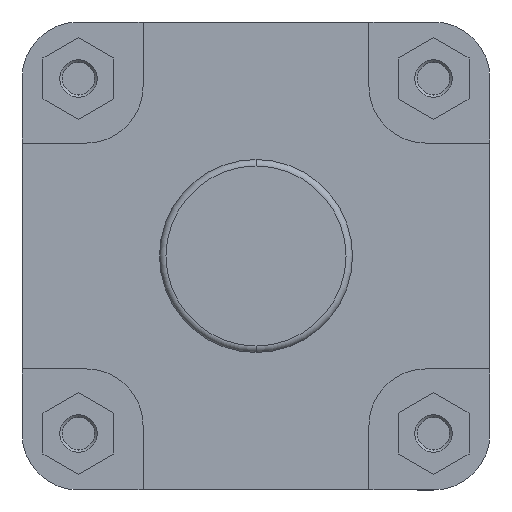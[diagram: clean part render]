
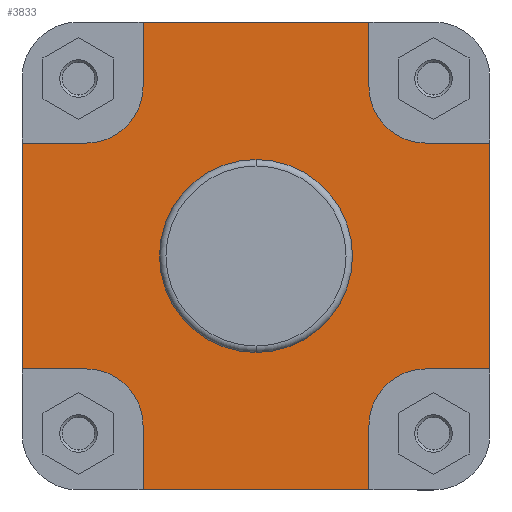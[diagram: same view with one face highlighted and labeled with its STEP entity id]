
A CAD part, left-side view. The second image highlights one B-rep face of the part: STEP entity #3833.
In plain terms, the highlighted planar face has unit normal (-1, 0, 0).
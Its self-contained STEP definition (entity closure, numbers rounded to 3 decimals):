
#1102 = CARTESIAN_POINT ( 'NONE',  ( 46., 52.5, -52.5 ) ) ;
#1112 = CARTESIAN_POINT ( 'NONE',  ( 46., 35., -72.5 ) ) ;
#1113 = DIRECTION ( 'NONE',  ( 0., 0., 1. ) ) ;
#1114 = DIRECTION ( 'NONE',  ( -1., 0., 0. ) ) ;
#1115 = DIRECTION ( 'NONE',  ( 0., 0., -1. ) ) ;
#1116 = CARTESIAN_POINT ( 'NONE',  ( 46., 52.5, -35. ) ) ;
#1117 = DIRECTION ( 'NONE',  ( 0., 1., 0. ) ) ;
#1118 = CARTESIAN_POINT ( 'NONE',  ( 46., 72.5, 0. ) ) ;
#1119 = DIRECTION ( 'NONE',  ( 0., 0., 1. ) ) ;
#1120 = CARTESIAN_POINT ( 'NONE',  ( 46., 72.5, 35. ) ) ;
#1121 = DIRECTION ( 'NONE',  ( 0., -1., 0. ) ) ;
#1126 = CARTESIAN_POINT ( 'NONE',  ( 46., 52.5, 52.5 ) ) ;
#1127 = DIRECTION ( 'NONE',  ( -1., 0., 0. ) ) ;
#1128 = DIRECTION ( 'NONE',  ( 0., 0., -1. ) ) ;
#1129 = CARTESIAN_POINT ( 'NONE',  ( 46., 35., 52.5 ) ) ;
#1130 = DIRECTION ( 'NONE',  ( 0., 0., 1. ) ) ;
#1131 = CARTESIAN_POINT ( 'NONE',  ( 46., -159.641, 72.5 ) ) ;
#1132 = DIRECTION ( 'NONE',  ( 0., -1., 0. ) ) ;
#1135 = CARTESIAN_POINT ( 'NONE',  ( 46., -35., 72.5 ) ) ;
#1136 = DIRECTION ( 'NONE',  ( 0., 0., -1. ) ) ;
#1140 = CARTESIAN_POINT ( 'NONE',  ( 46., -52.5, 52.5 ) ) ;
#1141 = CARTESIAN_POINT ( 'NONE',  ( 46., -35., -52.5 ) ) ;
#1142 = DIRECTION ( 'NONE',  ( -1., 0., 0. ) ) ;
#1143 = DIRECTION ( 'NONE',  ( 0., 0., -1. ) ) ;
#1144 = CARTESIAN_POINT ( 'NONE',  ( 46., -52.5, 35. ) ) ;
#1145 = DIRECTION ( 'NONE',  ( 0., -1., 0. ) ) ;
#1149 = CARTESIAN_POINT ( 'NONE',  ( 46., -72.5, 0. ) ) ;
#1150 = DIRECTION ( 'NONE',  ( 0., 0., 1. ) ) ;
#1151 = CARTESIAN_POINT ( 'NONE',  ( 46., -52.5, -52.5 ) ) ;
#1152 = DIRECTION ( 'NONE',  ( 0., 0., -1. ) ) ;
#1153 = CARTESIAN_POINT ( 'NONE',  ( 46., -159.641, -72.5 ) ) ;
#1154 = DIRECTION ( 'NONE',  ( 0., -1., 0. ) ) ;
#1155 = CARTESIAN_POINT ( 'NONE',  ( 46., -72.5, -35. ) ) ;
#1156 = DIRECTION ( 'NONE',  ( 0., 1., 0. ) ) ;
#1157 = DIRECTION ( 'NONE',  ( -1., 0., 0. ) ) ;
#1158 = DIRECTION ( 'NONE',  ( 0., 0., -1. ) ) ;
#1726 = LINE ( 'NONE', #1116, #1728 ) ;
#1728 = VECTOR ( 'NONE', #1117, 1000. ) ;
#1730 = LINE ( 'NONE', #1112, #1731 ) ;
#1731 = VECTOR ( 'NONE', #1113, 1000. ) ;
#1732 = VECTOR ( 'NONE', #1130, 1000. ) ;
#1734 = CIRCLE ( 'NONE', #4939, 17.5 ) ;
#1735 = LINE ( 'NONE', #1118, #1736 ) ;
#1736 = VECTOR ( 'NONE', #1119, 1000. ) ;
#1737 = LINE ( 'NONE', #1120, #1738 ) ;
#1738 = VECTOR ( 'NONE', #1121, 1000. ) ;
#1739 = LINE ( 'NONE', #1129, #1732 ) ;
#1741 = LINE ( 'NONE', #1144, #1742 ) ;
#1742 = VECTOR ( 'NONE', #1145, 1000. ) ;
#1743 = CIRCLE ( 'NONE', #4936, 17.5 ) ;
#1744 = LINE ( 'NONE', #1131, #1745 ) ;
#1745 = VECTOR ( 'NONE', #1132, 1000. ) ;
#1748 = LINE ( 'NONE', #1135, #1749 ) ;
#1749 = VECTOR ( 'NONE', #1136, 1000. ) ;
#1753 = LINE ( 'NONE', #1149, #1754 ) ;
#1754 = VECTOR ( 'NONE', #1150, 1000. ) ;
#1755 = CIRCLE ( 'NONE', #4942, 17.5 ) ;
#1757 = LINE ( 'NONE', #1141, #1759 ) ;
#1759 = VECTOR ( 'NONE', #1152, 1000. ) ;
#1761 = LINE ( 'NONE', #1153, #1762 ) ;
#1762 = VECTOR ( 'NONE', #1154, 1000. ) ;
#1763 = LINE ( 'NONE', #1155, #1764 ) ;
#1764 = VECTOR ( 'NONE', #1156, 1000. ) ;
#1767 = CIRCLE ( 'NONE', #4940, 17.5 ) ;
#1899 = CIRCLE ( 'NONE', #4969, 29.9 ) ;
#2050 = CIRCLE ( 'NONE', #4978, 29.9 ) ;
#2377 = CARTESIAN_POINT ( 'NONE',  ( 46., 0., 0. ) ) ;
#2378 = DIRECTION ( 'NONE',  ( -1., 0., 0. ) ) ;
#2379 = DIRECTION ( 'NONE',  ( 0., 0., 1. ) ) ;
#2544 = CARTESIAN_POINT ( 'NONE',  ( 46., 0., 0. ) ) ;
#2553 = DIRECTION ( 'NONE',  ( -1., 0., 0. ) ) ;
#2554 = DIRECTION ( 'NONE',  ( 0., 0., 1. ) ) ;
#2977 = CARTESIAN_POINT ( 'NONE',  ( 46., -35., 52.5 ) ) ;
#3008 = CARTESIAN_POINT ( 'NONE',  ( 46., -52.5, -35. ) ) ;
#3025 = CARTESIAN_POINT ( 'NONE',  ( 46., -35., -52.5 ) ) ;
#3026 = CARTESIAN_POINT ( 'NONE',  ( 46., 52.5, -35. ) ) ;
#3030 = CARTESIAN_POINT ( 'NONE',  ( 46., -35., 72.5 ) ) ;
#3047 = CARTESIAN_POINT ( 'NONE',  ( 46., 0., -29.9 ) ) ;
#3064 = CARTESIAN_POINT ( 'NONE',  ( 46., 0., 29.9 ) ) ;
#3087 = CARTESIAN_POINT ( 'NONE',  ( 46., -72.5, -35. ) ) ;
#3108 = CARTESIAN_POINT ( 'NONE',  ( 46., 52.5, 35. ) ) ;
#3120 = CARTESIAN_POINT ( 'NONE',  ( 46., 35., 52.5 ) ) ;
#3140 = CARTESIAN_POINT ( 'NONE',  ( 46., 35., -72.5 ) ) ;
#3154 = CARTESIAN_POINT ( 'NONE',  ( 46., 35., 72.5 ) ) ;
#3155 = CARTESIAN_POINT ( 'NONE',  ( 46., 72.5, 35. ) ) ;
#3175 = CARTESIAN_POINT ( 'NONE',  ( 46., -52.5, 35. ) ) ;
#3176 = CARTESIAN_POINT ( 'NONE',  ( 46., -72.5, 35. ) ) ;
#3207 = CARTESIAN_POINT ( 'NONE',  ( 46., 35., -52.5 ) ) ;
#3216 = CARTESIAN_POINT ( 'NONE',  ( 46., 72.5, -35. ) ) ;
#3250 = CARTESIAN_POINT ( 'NONE',  ( 46., -35., -72.5 ) ) ;
#3594 = ORIENTED_EDGE ( 'NONE', *, *, #4242, .F. ) ;
#3595 = ORIENTED_EDGE ( 'NONE', *, *, #4249, .F. ) ;
#3604 = ORIENTED_EDGE ( 'NONE', *, *, #4244, .F. ) ;
#3606 = ORIENTED_EDGE ( 'NONE', *, *, #4246, .F. ) ;
#3608 = ORIENTED_EDGE ( 'NONE', *, *, #4245, .F. ) ;
#3611 = ORIENTED_EDGE ( 'NONE', *, *, #4243, .F. ) ;
#3615 = ORIENTED_EDGE ( 'NONE', *, *, #4422, .F. ) ;
#3616 = ORIENTED_EDGE ( 'NONE', *, *, #4250, .F. ) ;
#3617 = ORIENTED_EDGE ( 'NONE', *, *, #4261, .F. ) ;
#3618 = ORIENTED_EDGE ( 'NONE', *, *, #4262, .F. ) ;
#3619 = ORIENTED_EDGE ( 'NONE', *, *, #4259, .F. ) ;
#3620 = ORIENTED_EDGE ( 'NONE', *, *, #4341, .F. ) ;
#3621 = ORIENTED_EDGE ( 'NONE', *, *, #4256, .F. ) ;
#3622 = ORIENTED_EDGE ( 'NONE', *, *, #4258, .T. ) ;
#3624 = ORIENTED_EDGE ( 'NONE', *, *, #4255, .F. ) ;
#3626 = ORIENTED_EDGE ( 'NONE', *, *, #4251, .F. ) ;
#3628 = ORIENTED_EDGE ( 'NONE', *, *, #4253, .F. ) ;
#3629 = ORIENTED_EDGE ( 'NONE', *, *, #4260, .T. ) ;
#3833 = ADVANCED_FACE ( 'NONE', ( #5895, #5890 ), #6935, .F. ) ;
#4242 = EDGE_CURVE ( 'NONE', #6738, #6857, #1730, .T. ) ;
#4243 = EDGE_CURVE ( 'NONE', #6857, #6509, #1734, .T. ) ;
#4244 = EDGE_CURVE ( 'NONE', #6509, #6869, #1726, .T. ) ;
#4245 = EDGE_CURVE ( 'NONE', #6869, #6754, #1735, .T. ) ;
#4246 = EDGE_CURVE ( 'NONE', #6754, #6691, #1737, .T. ) ;
#4249 = EDGE_CURVE ( 'NONE', #6691, #6713, #1743, .T. ) ;
#4250 = EDGE_CURVE ( 'NONE', #6713, #6753, #1739, .T. ) ;
#4251 = EDGE_CURVE ( 'NONE', #6753, #6513, #1744, .T. ) ;
#4253 = EDGE_CURVE ( 'NONE', #6513, #6344, #1748, .T. ) ;
#4255 = EDGE_CURVE ( 'NONE', #6344, #6799, #1755, .T. ) ;
#4256 = EDGE_CURVE ( 'NONE', #6799, #6800, #1741, .T. ) ;
#4258 = EDGE_CURVE ( 'NONE', #6650, #6800, #1753, .T. ) ;
#4259 = EDGE_CURVE ( 'NONE', #6508, #6957, #1757, .T. ) ;
#4260 = EDGE_CURVE ( 'NONE', #6738, #6957, #1761, .T. ) ;
#4261 = EDGE_CURVE ( 'NONE', #6650, #6489, #1763, .T. ) ;
#4262 = EDGE_CURVE ( 'NONE', #6489, #6508, #1767, .T. ) ;
#4341 = EDGE_CURVE ( 'NONE', #6582, #6622, #1899, .T. ) ;
#4422 = EDGE_CURVE ( 'NONE', #6622, #6582, #2050, .T. ) ;
#4628 = AXIS2_PLACEMENT_3D ( 'NONE', #6934, #6260, #6302 ) ;
#4936 = AXIS2_PLACEMENT_3D ( 'NONE', #1126, #1127, #1128 ) ;
#4939 = AXIS2_PLACEMENT_3D ( 'NONE', #1102, #1114, #1115 ) ;
#4940 = AXIS2_PLACEMENT_3D ( 'NONE', #1151, #1157, #1158 ) ;
#4942 = AXIS2_PLACEMENT_3D ( 'NONE', #1140, #1142, #1143 ) ;
#4969 = AXIS2_PLACEMENT_3D ( 'NONE', #2377, #2378, #2379 ) ;
#4978 = AXIS2_PLACEMENT_3D ( 'NONE', #2544, #2553, #2554 ) ;
#5890 = FACE_OUTER_BOUND ( 'NONE', #7388, .T. ) ;
#5895 = FACE_BOUND ( 'NONE', #7375, .T. ) ;
#6260 = DIRECTION ( 'NONE',  ( 1., 0., 0. ) ) ;
#6302 = DIRECTION ( 'NONE',  ( 0., 0., -1. ) ) ;
#6344 = VERTEX_POINT ( 'NONE', #2977 ) ;
#6489 = VERTEX_POINT ( 'NONE', #3008 ) ;
#6508 = VERTEX_POINT ( 'NONE', #3025 ) ;
#6509 = VERTEX_POINT ( 'NONE', #3026 ) ;
#6513 = VERTEX_POINT ( 'NONE', #3030 ) ;
#6582 = VERTEX_POINT ( 'NONE', #3047 ) ;
#6622 = VERTEX_POINT ( 'NONE', #3064 ) ;
#6650 = VERTEX_POINT ( 'NONE', #3087 ) ;
#6691 = VERTEX_POINT ( 'NONE', #3108 ) ;
#6713 = VERTEX_POINT ( 'NONE', #3120 ) ;
#6738 = VERTEX_POINT ( 'NONE', #3140 ) ;
#6753 = VERTEX_POINT ( 'NONE', #3154 ) ;
#6754 = VERTEX_POINT ( 'NONE', #3155 ) ;
#6799 = VERTEX_POINT ( 'NONE', #3175 ) ;
#6800 = VERTEX_POINT ( 'NONE', #3176 ) ;
#6857 = VERTEX_POINT ( 'NONE', #3207 ) ;
#6869 = VERTEX_POINT ( 'NONE', #3216 ) ;
#6934 = CARTESIAN_POINT ( 'NONE',  ( 46., 29.9, 0. ) ) ;
#6935 = PLANE ( 'NONE',  #4628 ) ;
#6957 = VERTEX_POINT ( 'NONE', #3250 ) ;
#7375 = EDGE_LOOP ( 'NONE', ( #3615, #3620 ) ) ;
#7388 = EDGE_LOOP ( 'NONE', ( #3629, #3619, #3618, #3617, #3622, #3621, #3624, #3628, #3626, #3616, #3595, #3606, #3608, #3604, #3611, #3594 ) ) ;
